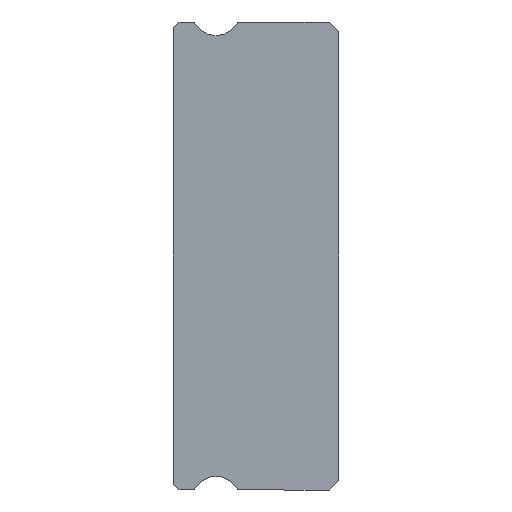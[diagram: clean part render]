
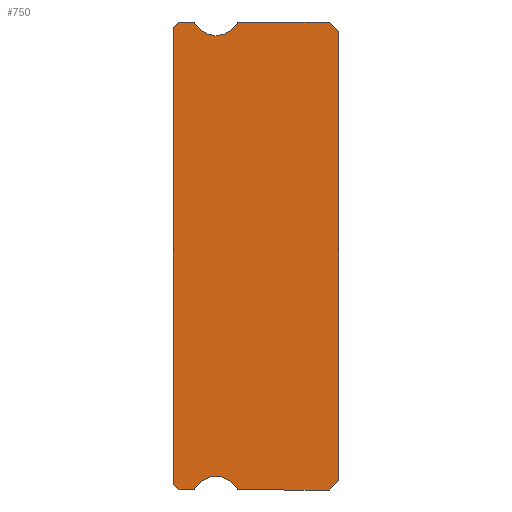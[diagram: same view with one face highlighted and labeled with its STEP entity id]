
A CAD part, left-side view. The second image highlights one B-rep face of the part: STEP entity #750.
In plain terms, the highlighted planar face has unit normal (-1, 0, 0).
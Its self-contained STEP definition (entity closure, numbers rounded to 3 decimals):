
#15 = DIRECTION ( 'NONE',  ( 0., 0., 1. ) ) ;
#57 = CARTESIAN_POINT ( 'NONE',  ( -15., 7.383, -11.925 ) ) ;
#129 = VERTEX_POINT ( 'NONE', #4643 ) ;
#157 = EDGE_CURVE ( 'NONE', #1688, #3931, #2712, .T. ) ;
#159 = DIRECTION ( 'NONE',  ( 0., 0., -1. ) ) ;
#163 = ORIENTED_EDGE ( 'NONE', *, *, #523, .F. ) ;
#186 = AXIS2_PLACEMENT_3D ( 'NONE', #2456, #226, #4216 ) ;
#202 = AXIS2_PLACEMENT_3D ( 'NONE', #5108, #3797, #159 ) ;
#226 = DIRECTION ( 'NONE',  ( 1., 0., 0. ) ) ;
#247 = PLANE ( 'NONE',  #202 ) ;
#253 = CARTESIAN_POINT ( 'NONE',  ( -15., 0., 11.5 ) ) ;
#307 = EDGE_CURVE ( 'NONE', #3931, #4879, #424, .T. ) ;
#318 = DIRECTION ( 'NONE',  ( 0., -0.707, -0.707 ) ) ;
#328 = ORIENTED_EDGE ( 'NONE', *, *, #3216, .F. ) ;
#340 = DIRECTION ( 'NONE',  ( 0., -1., 0. ) ) ;
#424 = LINE ( 'NONE', #2588, #769 ) ;
#455 = CARTESIAN_POINT ( 'NONE',  ( -15., 5.217, 11.925 ) ) ;
#474 = ORIENTED_EDGE ( 'NONE', *, *, #2813, .T. ) ;
#484 = VECTOR ( 'NONE', #542, 1000. ) ;
#499 = CIRCLE ( 'NONE', #4776, 1.25 ) ;
#523 = EDGE_CURVE ( 'NONE', #4879, #1438, #3160, .T. ) ;
#542 = DIRECTION ( 'NONE',  ( 0., -0.707, -0.707 ) ) ;
#596 = CIRCLE ( 'NONE', #2918, 0.15 ) ;
#622 = CARTESIAN_POINT ( 'NONE',  ( -15., 0., -11.5 ) ) ;
#663 = DIRECTION ( 'NONE',  ( -1., 0., 0. ) ) ;
#665 = VECTOR ( 'NONE', #3676, 1000. ) ;
#750 = ADVANCED_FACE ( 'NONE', ( #1133 ), #247, .F. ) ;
#759 = ORIENTED_EDGE ( 'NONE', *, *, #1499, .F. ) ;
#769 = VECTOR ( 'NONE', #340, 1000. ) ;
#771 = CARTESIAN_POINT ( 'NONE',  ( -15., 7.512, -11.85 ) ) ;
#805 = VERTEX_POINT ( 'NONE', #2874 ) ;
#845 = LINE ( 'NONE', #3074, #3940 ) ;
#887 = DIRECTION ( 'NONE',  ( 1., 0., 0. ) ) ;
#935 = CIRCLE ( 'NONE', #3157, 0.15 ) ;
#1003 = VECTOR ( 'NONE', #4587, 1000. ) ;
#1125 = ORIENTED_EDGE ( 'NONE', *, *, #5415, .F. ) ;
#1133 = FACE_OUTER_BOUND ( 'NONE', #2319, .T. ) ;
#1144 = VERTEX_POINT ( 'NONE', #1421 ) ;
#1421 = CARTESIAN_POINT ( 'NONE',  ( -15., 0., -11.5 ) ) ;
#1438 = VERTEX_POINT ( 'NONE', #253 ) ;
#1457 = LINE ( 'NONE', #2818, #1003 ) ;
#1499 = EDGE_CURVE ( 'NONE', #4101, #2667, #3813, .T. ) ;
#1552 = DIRECTION ( 'NONE',  ( 0., 0., -1. ) ) ;
#1575 = VECTOR ( 'NONE', #318, 1000. ) ;
#1688 = VERTEX_POINT ( 'NONE', #455 ) ;
#1734 = CARTESIAN_POINT ( 'NONE',  ( -15., 8.2, -12. ) ) ;
#1751 = VERTEX_POINT ( 'NONE', #2335 ) ;
#1771 = AXIS2_PLACEMENT_3D ( 'NONE', #3798, #663, #1552 ) ;
#1789 = EDGE_CURVE ( 'NONE', #4101, #129, #5083, .T. ) ;
#1811 = CIRCLE ( 'NONE', #2729, 1.25 ) ;
#1920 = VERTEX_POINT ( 'NONE', #4019 ) ;
#1935 = ORIENTED_EDGE ( 'NONE', *, *, #5147, .F. ) ;
#1955 = ORIENTED_EDGE ( 'NONE', *, *, #2245, .T. ) ;
#1987 = DIRECTION ( 'NONE',  ( 1., 0., 0. ) ) ;
#2018 = VERTEX_POINT ( 'NONE', #57 ) ;
#2029 = EDGE_CURVE ( 'NONE', #1751, #2469, #935, .T. ) ;
#2083 = CARTESIAN_POINT ( 'NONE',  ( -15., 7.512, -12. ) ) ;
#2201 = EDGE_CURVE ( 'NONE', #129, #2252, #2492, .T. ) ;
#2220 = VECTOR ( 'NONE', #15, 1000. ) ;
#2245 = EDGE_CURVE ( 'NONE', #5515, #5554, #4718, .T. ) ;
#2252 = VERTEX_POINT ( 'NONE', #3780 ) ;
#2311 = CARTESIAN_POINT ( 'NONE',  ( -15., 5.088, 12. ) ) ;
#2319 = EDGE_LOOP ( 'NONE', ( #4429, #4784, #1955, #1935, #5232, #2550, #1125, #5205, #474, #163, #3537, #2678, #328, #3431, #759, #2886, #3117 ) ) ;
#2335 = CARTESIAN_POINT ( 'NONE',  ( -15., 5.088, -12. ) ) ;
#2345 = CARTESIAN_POINT ( 'NONE',  ( -15., 5.217, -11.925 ) ) ;
#2456 = CARTESIAN_POINT ( 'NONE',  ( -15., 7.512, 11.85 ) ) ;
#2460 = VERTEX_POINT ( 'NONE', #2802 ) ;
#2469 = VERTEX_POINT ( 'NONE', #2345 ) ;
#2492 = LINE ( 'NONE', #5094, #3984 ) ;
#2509 = CARTESIAN_POINT ( 'NONE',  ( -15., 7.512, 12. ) ) ;
#2550 = ORIENTED_EDGE ( 'NONE', *, *, #2029, .F. ) ;
#2588 = CARTESIAN_POINT ( 'NONE',  ( -15., 7.512, 12. ) ) ;
#2665 = CARTESIAN_POINT ( 'NONE',  ( -15., 6.3, -12.55 ) ) ;
#2667 = VERTEX_POINT ( 'NONE', #5254 ) ;
#2678 = ORIENTED_EDGE ( 'NONE', *, *, #157, .F. ) ;
#2712 = CIRCLE ( 'NONE', #3447, 0.15 ) ;
#2722 = EDGE_CURVE ( 'NONE', #1920, #5515, #3483, .T. ) ;
#2729 = AXIS2_PLACEMENT_3D ( 'NONE', #2665, #3422, #2989 ) ;
#2802 = CARTESIAN_POINT ( 'NONE',  ( -15., 6.3, 11.3 ) ) ;
#2807 = DIRECTION ( 'NONE',  ( 1., 0., 0. ) ) ;
#2813 = EDGE_CURVE ( 'NONE', #1144, #1438, #4500, .T. ) ;
#2818 = CARTESIAN_POINT ( 'NONE',  ( -15., 8.5, 11.85 ) ) ;
#2874 = CARTESIAN_POINT ( 'NONE',  ( -15., 0.5, -12. ) ) ;
#2876 = CARTESIAN_POINT ( 'NONE',  ( -15., 5.088, 11.85 ) ) ;
#2886 = ORIENTED_EDGE ( 'NONE', *, *, #1789, .T. ) ;
#2918 = AXIS2_PLACEMENT_3D ( 'NONE', #771, #887, #4483 ) ;
#2989 = DIRECTION ( 'NONE',  ( 0., 0., -1. ) ) ;
#3012 = CARTESIAN_POINT ( 'NONE',  ( -15., 6.3, 12.55 ) ) ;
#3064 = DIRECTION ( 'NONE',  ( -1., 0., 0. ) ) ;
#3074 = CARTESIAN_POINT ( 'NONE',  ( -15., 7.512, -12. ) ) ;
#3117 = ORIENTED_EDGE ( 'NONE', *, *, #2201, .T. ) ;
#3157 = AXIS2_PLACEMENT_3D ( 'NONE', #5377, #2807, #4106 ) ;
#3160 = LINE ( 'NONE', #3557, #484 ) ;
#3216 = EDGE_CURVE ( 'NONE', #2460, #1688, #3694, .T. ) ;
#3422 = DIRECTION ( 'NONE',  ( -1., 0., 0. ) ) ;
#3431 = ORIENTED_EDGE ( 'NONE', *, *, #4638, .F. ) ;
#3447 = AXIS2_PLACEMENT_3D ( 'NONE', #2876, #1987, #5137 ) ;
#3472 = DIRECTION ( 'NONE',  ( 0., 0., -1. ) ) ;
#3483 = LINE ( 'NONE', #4799, #1575 ) ;
#3537 = ORIENTED_EDGE ( 'NONE', *, *, #307, .F. ) ;
#3557 = CARTESIAN_POINT ( 'NONE',  ( -15., 0.5, 12. ) ) ;
#3611 = VECTOR ( 'NONE', #4224, 1000. ) ;
#3676 = DIRECTION ( 'NONE',  ( 0., 1., 0. ) ) ;
#3694 = CIRCLE ( 'NONE', #1771, 1.25 ) ;
#3780 = CARTESIAN_POINT ( 'NONE',  ( -15., 8.5, 11.7 ) ) ;
#3797 = DIRECTION ( 'NONE',  ( 1., 0., 0. ) ) ;
#3798 = CARTESIAN_POINT ( 'NONE',  ( -15., 6.3, 12.55 ) ) ;
#3813 = CIRCLE ( 'NONE', #186, 0.15 ) ;
#3843 = VECTOR ( 'NONE', #5469, 1000. ) ;
#3931 = VERTEX_POINT ( 'NONE', #2311 ) ;
#3940 = VECTOR ( 'NONE', #3945, 1000. ) ;
#3945 = DIRECTION ( 'NONE',  ( 0., 1., 0. ) ) ;
#3984 = VECTOR ( 'NONE', #5174, 1000. ) ;
#4019 = CARTESIAN_POINT ( 'NONE',  ( -15., 8.5, -11.7 ) ) ;
#4034 = CARTESIAN_POINT ( 'NONE',  ( -15., 0., 11.5 ) ) ;
#4101 = VERTEX_POINT ( 'NONE', #2509 ) ;
#4106 = DIRECTION ( 'NONE',  ( 0., 0., -1. ) ) ;
#4149 = CARTESIAN_POINT ( 'NONE',  ( -15., 7.512, -12. ) ) ;
#4194 = LINE ( 'NONE', #622, #3843 ) ;
#4216 = DIRECTION ( 'NONE',  ( 0., 0., -1. ) ) ;
#4224 = DIRECTION ( 'NONE',  ( 0., -1., 0. ) ) ;
#4321 = EDGE_CURVE ( 'NONE', #2469, #2018, #1811, .T. ) ;
#4429 = ORIENTED_EDGE ( 'NONE', *, *, #5680, .F. ) ;
#4483 = DIRECTION ( 'NONE',  ( 0., 0., -1. ) ) ;
#4500 = LINE ( 'NONE', #4034, #2220 ) ;
#4578 = CARTESIAN_POINT ( 'NONE',  ( -15., 0.5, 12. ) ) ;
#4587 = DIRECTION ( 'NONE',  ( 0., 0., 1. ) ) ;
#4638 = EDGE_CURVE ( 'NONE', #2667, #2460, #499, .T. ) ;
#4643 = CARTESIAN_POINT ( 'NONE',  ( -15., 8.2, 12. ) ) ;
#4718 = LINE ( 'NONE', #2083, #3611 ) ;
#4776 = AXIS2_PLACEMENT_3D ( 'NONE', #3012, #3064, #3472 ) ;
#4784 = ORIENTED_EDGE ( 'NONE', *, *, #2722, .T. ) ;
#4799 = CARTESIAN_POINT ( 'NONE',  ( -15., 8.2, -12. ) ) ;
#4879 = VERTEX_POINT ( 'NONE', #4578 ) ;
#4880 = EDGE_CURVE ( 'NONE', #1144, #805, #4194, .T. ) ;
#5023 = CARTESIAN_POINT ( 'NONE',  ( -15., 8.2, 12. ) ) ;
#5083 = LINE ( 'NONE', #5023, #665 ) ;
#5094 = CARTESIAN_POINT ( 'NONE',  ( -15., 8.5, 11.7 ) ) ;
#5108 = CARTESIAN_POINT ( 'NONE',  ( -15., 7.512, 11.85 ) ) ;
#5137 = DIRECTION ( 'NONE',  ( 0., 0., -1. ) ) ;
#5147 = EDGE_CURVE ( 'NONE', #2018, #5554, #596, .T. ) ;
#5174 = DIRECTION ( 'NONE',  ( 0., 0.707, -0.707 ) ) ;
#5205 = ORIENTED_EDGE ( 'NONE', *, *, #4880, .F. ) ;
#5232 = ORIENTED_EDGE ( 'NONE', *, *, #4321, .F. ) ;
#5254 = CARTESIAN_POINT ( 'NONE',  ( -15., 7.383, 11.925 ) ) ;
#5377 = CARTESIAN_POINT ( 'NONE',  ( -15., 5.088, -11.85 ) ) ;
#5415 = EDGE_CURVE ( 'NONE', #805, #1751, #845, .T. ) ;
#5469 = DIRECTION ( 'NONE',  ( 0., 0.707, -0.707 ) ) ;
#5515 = VERTEX_POINT ( 'NONE', #1734 ) ;
#5554 = VERTEX_POINT ( 'NONE', #4149 ) ;
#5680 = EDGE_CURVE ( 'NONE', #1920, #2252, #1457, .T. ) ;
